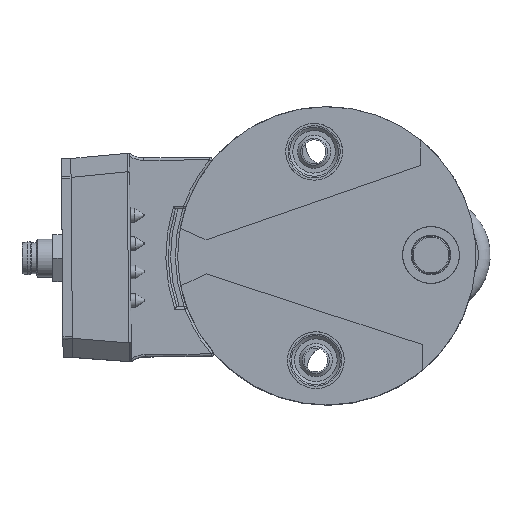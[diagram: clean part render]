
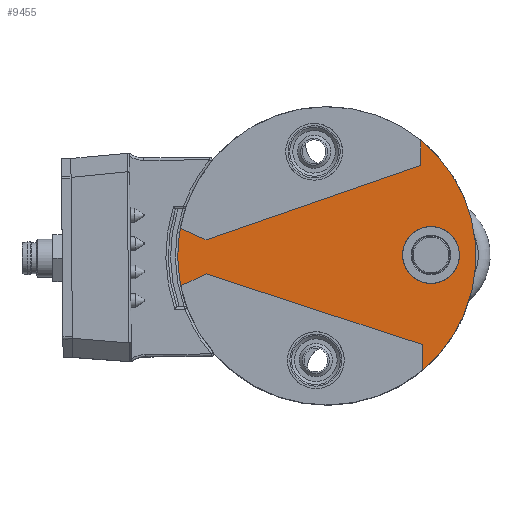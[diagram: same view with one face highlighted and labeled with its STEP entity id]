
A CAD part, top view. The second image highlights one B-rep face of the part: STEP entity #9455.
In plain terms, the highlighted planar face has unit normal (0, 0, 1).
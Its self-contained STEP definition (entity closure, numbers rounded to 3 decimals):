
#183=LINE('',#13659,#850);
#187=LINE('',#13668,#854);
#192=LINE('',#13682,#859);
#196=LINE('',#13689,#863);
#224=LINE('',#14002,#891);
#225=LINE('',#14005,#892);
#850=VECTOR('',#11118,4.069);
#854=VECTOR('',#11124,4.069);
#859=VECTOR('',#11137,44.728);
#863=VECTOR('',#11143,44.728);
#891=VECTOR('',#11277,8.41);
#892=VECTOR('',#11280,8.41);
#2009=PLANE('',#10149);
#2454=FACE_BOUND('',#3368,.T.);
#2713=FACE_OUTER_BOUND('',#3367,.T.);
#3367=EDGE_LOOP('',(#6927,#6928,#6929,#6930,#6931,#6932,#6933,#6934));
#3368=EDGE_LOOP('',(#6935));
#4109=CIRCLE('',#10130,6.);
#4118=CIRCLE('',#10150,31.5);
#4119=CIRCLE('',#10151,31.5);
#4443=VERTEX_POINT('',#13655);
#4445=VERTEX_POINT('',#13658);
#4447=VERTEX_POINT('',#13664);
#4449=VERTEX_POINT('',#13667);
#4454=VERTEX_POINT('',#13681);
#4456=VERTEX_POINT('',#13687);
#4485=VERTEX_POINT('',#13907);
#4504=VERTEX_POINT('',#14001);
#4505=VERTEX_POINT('',#14003);
#5392=EDGE_CURVE('',#4443,#4445,#183,.T.);
#5396=EDGE_CURVE('',#4447,#4449,#187,.T.);
#5403=EDGE_CURVE('',#4449,#4454,#192,.T.);
#5407=EDGE_CURVE('',#4456,#4443,#196,.T.);
#5449=EDGE_CURVE('',#4485,#4485,#4109,.T.);
#5476=EDGE_CURVE('',#4445,#4447,#4118,.T.);
#5477=EDGE_CURVE('',#4504,#4456,#224,.T.);
#5478=EDGE_CURVE('',#4505,#4504,#4119,.T.);
#5479=EDGE_CURVE('',#4454,#4505,#225,.T.);
#6927=ORIENTED_EDGE('',*,*,#5476,.F.);
#6928=ORIENTED_EDGE('',*,*,#5392,.F.);
#6929=ORIENTED_EDGE('',*,*,#5407,.F.);
#6930=ORIENTED_EDGE('',*,*,#5477,.F.);
#6931=ORIENTED_EDGE('',*,*,#5478,.F.);
#6932=ORIENTED_EDGE('',*,*,#5479,.F.);
#6933=ORIENTED_EDGE('',*,*,#5403,.F.);
#6934=ORIENTED_EDGE('',*,*,#5396,.F.);
#6935=ORIENTED_EDGE('',*,*,#5449,.T.);
#9455=ADVANCED_FACE('',(#2713,#2454),#2009,.T.);
#10130=AXIS2_PLACEMENT_3D('',#13908,#11221,#11222);
#10149=AXIS2_PLACEMENT_3D('',#13999,#11273,#11274);
#10150=AXIS2_PLACEMENT_3D('',#14000,#11275,#11276);
#10151=AXIS2_PLACEMENT_3D('',#14004,#11278,#11279);
#11118=DIRECTION('',(1.,0.,0.));
#11124=DIRECTION('',(1.,0.,0.));
#11137=DIRECTION('',(0.319,0.948,0.));
#11143=DIRECTION('',(0.319,-0.948,0.));
#11221=DIRECTION('center_axis',(0.,0.,-1.));
#11222=DIRECTION('ref_axis',(-1.,0.,0.));
#11273=DIRECTION('center_axis',(0.,0.,1.));
#11274=DIRECTION('ref_axis',(1.,0.,0.));
#11275=DIRECTION('center_axis',(0.,0.,-1.));
#11276=DIRECTION('ref_axis',(1.,0.,0.));
#11277=DIRECTION('',(-0.416,-0.909,0.));
#11278=DIRECTION('center_axis',(0.,0.,-1.));
#11279=DIRECTION('ref_axis',(-1.,0.,0.));
#11280=DIRECTION('',(-0.416,0.909,0.));
#13655=CARTESIAN_POINT('',(20.267,-20.,0.));
#13658=CARTESIAN_POINT('',(24.336,-20.,0.));
#13659=CARTESIAN_POINT('',(-34.089,-20.,0.));
#13664=CARTESIAN_POINT('',(-24.336,-20.,0.));
#13667=CARTESIAN_POINT('',(-20.267,-20.,0.));
#13668=CARTESIAN_POINT('',(-34.089,-20.,0.));
#13681=CARTESIAN_POINT('',(-5.993,22.389,0.));
#13682=CARTESIAN_POINT('',(-21.336,-23.174,0.));
#13687=CARTESIAN_POINT('',(5.993,22.389,0.));
#13689=CARTESIAN_POINT('',(4.38,27.178,0.));
#13907=CARTESIAN_POINT('',(-5.657,-20.,0.));
#13908=CARTESIAN_POINT('Origin',(0.,-22.,0.));
#13999=CARTESIAN_POINT('Origin',(0.,0.,0.));
#14000=CARTESIAN_POINT('Origin',(0.,0.,0.));
#14001=CARTESIAN_POINT('',(9.493,30.036,0.));
#14002=CARTESIAN_POINT('',(5.442,21.187,0.));
#14003=CARTESIAN_POINT('',(-9.493,30.036,0.));
#14004=CARTESIAN_POINT('Origin',(0.,0.,0.));
#14005=CARTESIAN_POINT('',(-4.589,19.323,0.));
